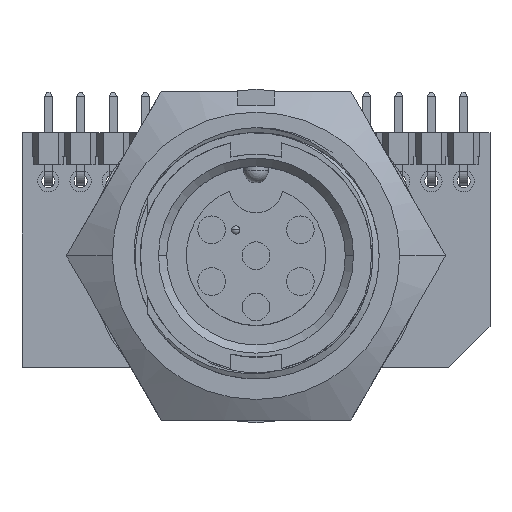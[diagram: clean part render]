
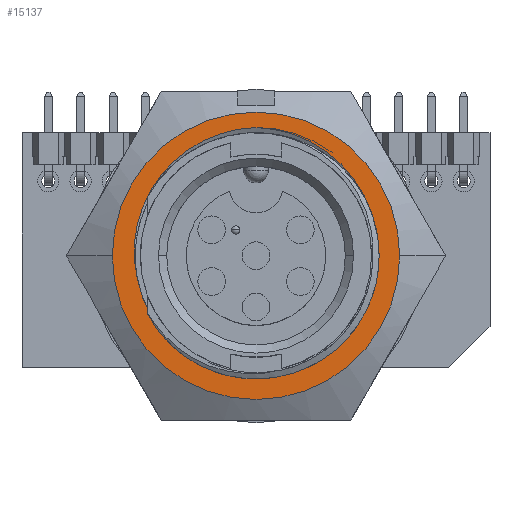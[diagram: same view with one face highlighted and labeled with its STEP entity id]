
A CAD part, top view. The second image highlights one B-rep face of the part: STEP entity #15137.
In plain terms, the highlighted planar face has unit normal (0, 0, 1).
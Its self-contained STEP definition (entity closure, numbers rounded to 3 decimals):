
#17 = CARTESIAN_POINT ( 'NONE',  ( 0., 0., -6.413 ) ) ;
#326 = CARTESIAN_POINT ( 'NONE',  ( 1.417, 7.769, -6.413 ) ) ;
#447 = CARTESIAN_POINT ( 'NONE',  ( 7.532, -0.351, -6.413 ) ) ;
#838 = CARTESIAN_POINT ( 'NONE',  ( -5.156, 5.813, -6.413 ) ) ;
#1258 = DIRECTION ( 'NONE',  ( 0., 0., 1. ) ) ;
#1485 = DIRECTION ( 'NONE',  ( -1., 0., 0. ) ) ;
#2759 = DIRECTION ( 'NONE',  ( -1., 0., 0. ) ) ;
#2959 = CARTESIAN_POINT ( 'NONE',  ( 0.286, 7.929, -6.413 ) ) ;
#3067 = CARTESIAN_POINT ( 'NONE',  ( 2.774, 7.36, -6.413 ) ) ;
#3567 = CARTESIAN_POINT ( 'NONE',  ( -3.795, 6.844, -6.413 ) ) ;
#3668 = CARTESIAN_POINT ( 'NONE',  ( 7.334, -1.47, -6.413 ) ) ;
#3685 = DIRECTION ( 'NONE',  ( -1., 0., 0. ) ) ;
#3852 = CARTESIAN_POINT ( 'NONE',  ( 0., 7.938, -6.413 ) ) ;
#3877 = B_SPLINE_CURVE_WITH_KNOTS ( 'NONE', 3,
 ( #21968, #2959, #32849, #16648, #326, #19354, #3067, #22089, #5791, #24808, #8531, #27532, #11263, #30262, #14027, #32977, #16758, #447, #19973, #3668 ),
 .UNSPECIFIED., .F., .F.,
 ( 4, 2, 2, 2, 2, 2, 2, 2, 2, 4 ),
 ( 0., 0.001, 0.002, 0.003, 0.005, 0.007, 0.009, 0.01, 0.012, 0.014 ),
 .UNSPECIFIED. ) ;
#3948 = CIRCLE ( 'NONE', #23718, 8.89 ) ;
#5338 = EDGE_LOOP ( 'NONE', ( #6218, #7588, #19069 ) ) ;
#5791 = CARTESIAN_POINT ( 'NONE',  ( 4.269, 6.536, -6.413 ) ) ;
#6173 = CARTESIAN_POINT ( 'NONE',  ( -7.517, -0.343, -6.413 ) ) ;
#6218 = ORIENTED_EDGE ( 'NONE', *, *, #6340, .T. ) ;
#6306 = CARTESIAN_POINT ( 'NONE',  ( -2.248, 7.557, -6.413 ) ) ;
#6340 = EDGE_CURVE ( 'NONE', #29953, #8512, #20391, .T. ) ;
#6374 = VERTEX_POINT ( 'NONE', #30534 ) ;
#7479 = EDGE_LOOP ( 'NONE', ( #11256, #29118 ) ) ;
#7588 = ORIENTED_EDGE ( 'NONE', *, *, #21336, .T. ) ;
#8078 = AXIS2_PLACEMENT_3D ( 'NONE', #34019, #17798, #1485 ) ;
#8512 = VERTEX_POINT ( 'NONE', #3852 ) ;
#8531 = CARTESIAN_POINT ( 'NONE',  ( 5.55, 5.413, -6.413 ) ) ;
#8919 = CARTESIAN_POINT ( 'NONE',  ( -7.536, 0.794, -6.413 ) ) ;
#9035 = CARTESIAN_POINT ( 'NONE',  ( -0.572, 7.92, -6.413 ) ) ;
#10255 = CARTESIAN_POINT ( 'NONE',  ( 8.89, 0., -6.413 ) ) ;
#11102 = AXIS2_PLACEMENT_3D ( 'NONE', #17556, #1258, #20282 ) ;
#11256 = ORIENTED_EDGE ( 'NONE', *, *, #29086, .F. ) ;
#11263 = CARTESIAN_POINT ( 'NONE',  ( 6.557, 4.028, -6.413 ) ) ;
#11662 = CARTESIAN_POINT ( 'NONE',  ( -7.225, 2.475, -6.413 ) ) ;
#11785 = PLANE ( 'NONE',  #31612 ) ;
#12672 = VERTEX_POINT ( 'NONE', #10255 ) ;
#13691 = FACE_BOUND ( 'NONE', #5338, .T. ) ;
#14027 = CARTESIAN_POINT ( 'NONE',  ( 7.23, 2.457, -6.413 ) ) ;
#14303 = CARTESIAN_POINT ( 'NONE',  ( -7.45, -0.91, -6.413 ) ) ;
#14431 = CARTESIAN_POINT ( 'NONE',  ( -6.555, 4.03, -6.413 ) ) ;
#15137 = ADVANCED_FACE ( 'NONE', ( #13691, #26414 ), #11785, .F. ) ;
#15470 = CARTESIAN_POINT ( 'NONE',  ( -7.334, -1.47, -6.413 ) ) ;
#16122 = CIRCLE ( 'NONE', #8078, 8.89 ) ;
#16648 = CARTESIAN_POINT ( 'NONE',  ( 1.136, 7.824, -6.413 ) ) ;
#16758 = CARTESIAN_POINT ( 'NONE',  ( 7.537, 0.781, -6.413 ) ) ;
#17028 = CARTESIAN_POINT ( 'NONE',  ( -7.4, -1.192, -6.413 ) ) ;
#17142 = CARTESIAN_POINT ( 'NONE',  ( -5.552, 5.41, -6.413 ) ) ;
#17556 = CARTESIAN_POINT ( 'NONE',  ( 0., 0., -6.413 ) ) ;
#17798 = DIRECTION ( 'NONE',  ( 0., 0., -1. ) ) ;
#18124 = CIRCLE ( 'NONE', #11102, 7.48 ) ;
#19054 = DIRECTION ( 'NONE',  ( 0., 0., -1. ) ) ;
#19069 = ORIENTED_EDGE ( 'NONE', *, *, #32705, .F. ) ;
#19354 = CARTESIAN_POINT ( 'NONE',  ( 2.242, 7.558, -6.413 ) ) ;
#19861 = CARTESIAN_POINT ( 'NONE',  ( -4.27, 6.536, -6.413 ) ) ;
#19973 = CARTESIAN_POINT ( 'NONE',  ( 7.466, -0.913, -6.413 ) ) ;
#19988 = DIRECTION ( 'NONE',  ( 0., 0., -1. ) ) ;
#20282 = DIRECTION ( 'NONE',  ( 1., 0., 0. ) ) ;
#20391 = B_SPLINE_CURVE_WITH_KNOTS ( 'NONE', 3,
 ( #22480, #17028, #14303, #6173, #25199, #8919, #27921, #11662, #30646, #14431, #33364, #17142, #838, #19861, #3567, #22591, #6306, #25308, #9035, #28049 ),
 .UNSPECIFIED., .F., .F.,
 ( 4, 2, 2, 2, 2, 2, 2, 2, 2, 4 ),
 ( 0., 0.001, 0.002, 0.003, 0.005, 0.007, 0.009, 0.01, 0.012, 0.014 ),
 .UNSPECIFIED. ) ;
#21336 = EDGE_CURVE ( 'NONE', #8512, #23910, #3877, .T. ) ;
#21968 = CARTESIAN_POINT ( 'NONE',  ( 0., 7.938, -6.413 ) ) ;
#22089 = CARTESIAN_POINT ( 'NONE',  ( 3.795, 6.845, -6.413 ) ) ;
#22480 = CARTESIAN_POINT ( 'NONE',  ( -7.334, -1.47, -6.413 ) ) ;
#22587 = CARTESIAN_POINT ( 'NONE',  ( -5.866, -10.16, -6.413 ) ) ;
#22591 = CARTESIAN_POINT ( 'NONE',  ( -2.787, 7.354, -6.413 ) ) ;
#23718 = AXIS2_PLACEMENT_3D ( 'NONE', #17, #19054, #2759 ) ;
#23910 = VERTEX_POINT ( 'NONE', #28090 ) ;
#24443 = EDGE_CURVE ( 'NONE', #12672, #6374, #3948, .T. ) ;
#24808 = CARTESIAN_POINT ( 'NONE',  ( 5.145, 5.822, -6.413 ) ) ;
#25199 = CARTESIAN_POINT ( 'NONE',  ( -7.534, -0.057, -6.413 ) ) ;
#25308 = CARTESIAN_POINT ( 'NONE',  ( -1.142, 7.839, -6.413 ) ) ;
#26414 = FACE_OUTER_BOUND ( 'NONE', #7479, .T. ) ;
#27532 = CARTESIAN_POINT ( 'NONE',  ( 6.255, 4.516, -6.413 ) ) ;
#27921 = CARTESIAN_POINT ( 'NONE',  ( -7.475, 1.358, -6.413 ) ) ;
#28049 = CARTESIAN_POINT ( 'NONE',  ( 0., 7.938, -6.413 ) ) ;
#28090 = CARTESIAN_POINT ( 'NONE',  ( 7.334, -1.47, -6.413 ) ) ;
#29086 = EDGE_CURVE ( 'NONE', #6374, #12672, #16122, .T. ) ;
#29118 = ORIENTED_EDGE ( 'NONE', *, *, #24443, .F. ) ;
#29953 = VERTEX_POINT ( 'NONE', #15470 ) ;
#30262 = CARTESIAN_POINT ( 'NONE',  ( 7.047, 2.994, -6.413 ) ) ;
#30534 = CARTESIAN_POINT ( 'NONE',  ( -8.89, 0., -6.413 ) ) ;
#30646 = CARTESIAN_POINT ( 'NONE',  ( -7.04, 3.009, -6.413 ) ) ;
#31612 = AXIS2_PLACEMENT_3D ( 'NONE', #22587, #19988, #3685 ) ;
#32705 = EDGE_CURVE ( 'NONE', #29953, #23910, #18124, .T. ) ;
#32849 = CARTESIAN_POINT ( 'NONE',  ( 0.57, 7.904, -6.413 ) ) ;
#32977 = CARTESIAN_POINT ( 'NONE',  ( 7.475, 1.355, -6.413 ) ) ;
#33364 = CARTESIAN_POINT ( 'NONE',  ( -6.251, 4.521, -6.413 ) ) ;
#34019 = CARTESIAN_POINT ( 'NONE',  ( 0., 0., -6.413 ) ) ;
